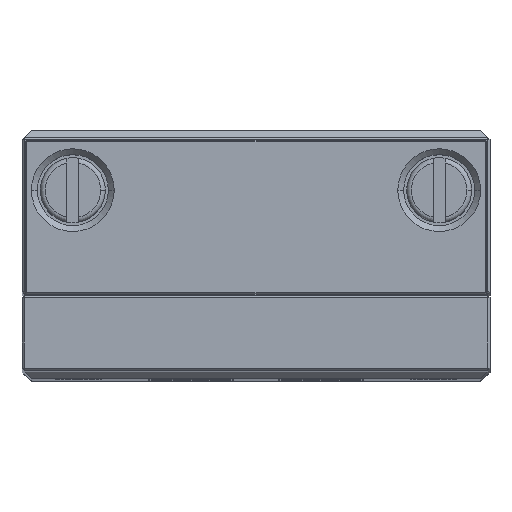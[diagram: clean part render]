
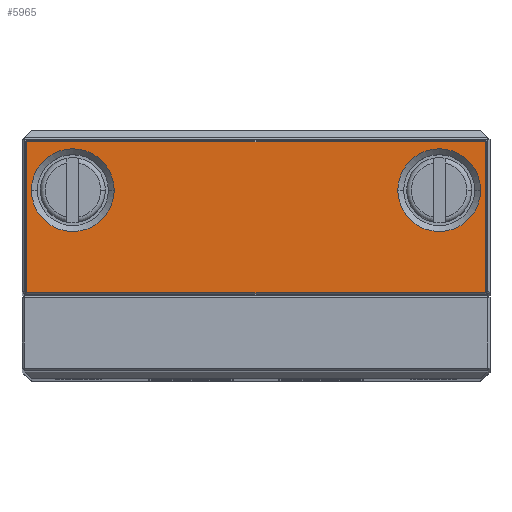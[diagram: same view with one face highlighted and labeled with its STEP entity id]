
A CAD part, top view. The second image highlights one B-rep face of the part: STEP entity #5965.
In plain terms, the highlighted planar face has unit normal (0, 0, 1).
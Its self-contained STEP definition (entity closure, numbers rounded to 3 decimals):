
#4197=FACE_BOUND('',#8706,.T.);
#4198=FACE_BOUND('',#8707,.T.);
#4199=FACE_BOUND('',#8708,.T.);
#4442=PLANE('',#27825);
#5965=ADVANCED_FACE('',(#4197,#4198,#4199),#4442,.T.);
#8706=EDGE_LOOP('',(#14903,#14904,#14905,#14906));
#8707=EDGE_LOOP('',(#14907,#14908));
#8708=EDGE_LOOP('',(#14909,#14910));
#10225=LINE('',#35842,#12508);
#10226=LINE('',#35845,#12509);
#10227=LINE('',#35847,#12510);
#10228=LINE('',#35849,#12511);
#12508=VECTOR('',#29764,1.);
#12509=VECTOR('',#29765,1.);
#12510=VECTOR('',#29766,1.);
#12511=VECTOR('',#29767,1.);
#14903=ORIENTED_EDGE('',*,*,#23775,.T.);
#14904=ORIENTED_EDGE('',*,*,#23776,.T.);
#14905=ORIENTED_EDGE('',*,*,#23777,.T.);
#14906=ORIENTED_EDGE('',*,*,#23778,.T.);
#14907=ORIENTED_EDGE('',*,*,#23705,.T.);
#14908=ORIENTED_EDGE('',*,*,#23774,.T.);
#14909=ORIENTED_EDGE('',*,*,#23709,.T.);
#14910=ORIENTED_EDGE('',*,*,#23773,.T.);
#21535=VERTEX_POINT('',#35578);
#21536=VERTEX_POINT('',#35580);
#21539=VERTEX_POINT('',#35587);
#21540=VERTEX_POINT('',#35589);
#21579=VERTEX_POINT('',#35843);
#21580=VERTEX_POINT('',#35844);
#21581=VERTEX_POINT('',#35846);
#21582=VERTEX_POINT('',#35848);
#23705=EDGE_CURVE('',#21536,#21535,#27089,.T.);
#23709=EDGE_CURVE('',#21540,#21539,#27091,.T.);
#23773=EDGE_CURVE('',#21539,#21540,#27122,.T.);
#23774=EDGE_CURVE('',#21535,#21536,#27123,.T.);
#23775=EDGE_CURVE('',#21579,#21580,#10225,.T.);
#23776=EDGE_CURVE('',#21580,#21581,#10226,.T.);
#23777=EDGE_CURVE('',#21581,#21582,#10227,.T.);
#23778=EDGE_CURVE('',#21582,#21579,#10228,.T.);
#27089=CIRCLE('',#27760,3.5);
#27091=CIRCLE('',#27763,3.5);
#27122=CIRCLE('',#27821,3.5);
#27123=CIRCLE('',#27823,3.5);
#27760=AXIS2_PLACEMENT_3D('',#35579,#29607,#29608);
#27763=AXIS2_PLACEMENT_3D('',#35588,#29615,#29616);
#27821=AXIS2_PLACEMENT_3D('',#35838,#29756,#29757);
#27823=AXIS2_PLACEMENT_3D('',#35840,#29760,#29761);
#27825=AXIS2_PLACEMENT_3D('',#35850,#29768,#29769);
#29607=DIRECTION('',(0.,0.,-1.));
#29608=DIRECTION('',(1.,0.,0.));
#29615=DIRECTION('',(0.,0.,-1.));
#29616=DIRECTION('',(1.,0.,0.));
#29756=DIRECTION('',(0.,0.,-1.));
#29757=DIRECTION('',(1.,0.,0.));
#29760=DIRECTION('',(0.,0.,-1.));
#29761=DIRECTION('',(1.,0.,0.));
#29764=DIRECTION('',(0.,-1.,0.));
#29765=DIRECTION('',(1.,0.,0.));
#29766=DIRECTION('',(0.,1.,0.));
#29767=DIRECTION('',(-1.,0.,0.));
#29768=DIRECTION('',(0.,0.,1.));
#29769=DIRECTION('',(1.,0.,0.));
#35578=CARTESIAN_POINT('',(12.,15.92,86.));
#35579=CARTESIAN_POINT('',(15.5,15.92,86.));
#35580=CARTESIAN_POINT('',(19.,15.92,86.));
#35587=CARTESIAN_POINT('',(-19.,15.92,86.));
#35588=CARTESIAN_POINT('',(-15.5,15.92,86.));
#35589=CARTESIAN_POINT('',(-12.,15.92,86.));
#35838=CARTESIAN_POINT('',(-15.5,15.92,86.));
#35840=CARTESIAN_POINT('',(15.5,15.92,86.));
#35842=CARTESIAN_POINT('',(-19.4,7.12,86.));
#35843=CARTESIAN_POINT('',(-19.4,20.02,86.));
#35844=CARTESIAN_POINT('',(-19.4,7.22,86.));
#35845=CARTESIAN_POINT('',(19.5,7.22,86.));
#35846=CARTESIAN_POINT('',(19.4,7.22,86.));
#35847=CARTESIAN_POINT('',(19.4,20.12,86.));
#35848=CARTESIAN_POINT('',(19.4,20.02,86.));
#35849=CARTESIAN_POINT('',(-19.5,20.02,86.));
#35850=CARTESIAN_POINT('',(-19.5,7.12,86.));
